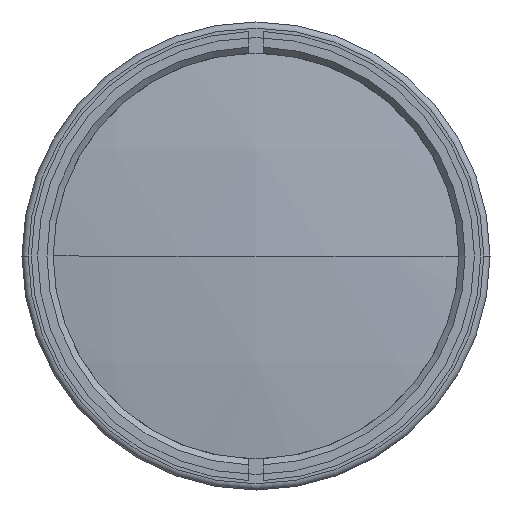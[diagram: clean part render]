
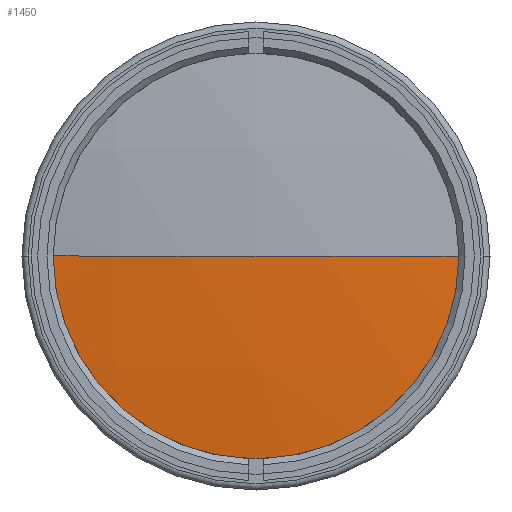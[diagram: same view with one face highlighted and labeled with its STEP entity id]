
A CAD part, left-side view. The second image highlights one B-rep face of the part: STEP entity #1450.
In plain terms, the highlighted spherical face has radius 252 mm.
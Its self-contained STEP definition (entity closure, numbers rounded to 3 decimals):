
#484 = DIRECTION ( 'NONE',  ( 0., 0., -1. ) ) ;
#546 = CARTESIAN_POINT ( 'NONE',  ( -138.909, 34., 0. ) ) ;
#611 = EDGE_CURVE ( 'NONE', #3624, #4464, #3036, .T. ) ;
#663 = DIRECTION ( 'NONE',  ( -1., 0., 0. ) ) ;
#951 = CIRCLE ( 'NONE', #3109, 252. ) ;
#998 = EDGE_CURVE ( 'NONE', #4464, #2478, #951, .T. ) ;
#1071 = DIRECTION ( 'NONE',  ( 0., 1., 0. ) ) ;
#1167 = ORIENTED_EDGE ( 'NONE', *, *, #611, .T. ) ;
#1204 = EDGE_LOOP ( 'NONE', ( #1167, #1493, #1599 ) ) ;
#1450 = ADVANCED_FACE ( 'NONE', ( #2812 ), #4199, .T. ) ;
#1493 = ORIENTED_EDGE ( 'NONE', *, *, #998, .T. ) ;
#1599 = ORIENTED_EDGE ( 'NONE', *, *, #3925, .F. ) ;
#1642 = CARTESIAN_POINT ( 'NONE',  ( -138.909, 0., 0. ) ) ;
#1898 = DIRECTION ( 'NONE',  ( 0., 1., 0. ) ) ;
#2116 = DIRECTION ( 'NONE',  ( 0., 0., -1. ) ) ;
#2203 = CIRCLE ( 'NONE', #4097, 252. ) ;
#2218 = CARTESIAN_POINT ( 'NONE',  ( -138.909, -34., 0. ) ) ;
#2222 = DIRECTION ( 'NONE',  ( 0., 0., 1. ) ) ;
#2249 = CARTESIAN_POINT ( 'NONE',  ( 110.787, 0., 0. ) ) ;
#2428 = DIRECTION ( 'NONE',  ( 0., 0., 1. ) ) ;
#2468 = CARTESIAN_POINT ( 'NONE',  ( 110.787, 0., 0. ) ) ;
#2478 = VERTEX_POINT ( 'NONE', #3419 ) ;
#2812 = FACE_OUTER_BOUND ( 'NONE', #1204, .T. ) ;
#3036 = CIRCLE ( 'NONE', #3105, 34. ) ;
#3041 = AXIS2_PLACEMENT_3D ( 'NONE', #2468, #2116, #1071 ) ;
#3105 = AXIS2_PLACEMENT_3D ( 'NONE', #1642, #663, #2428 ) ;
#3109 = AXIS2_PLACEMENT_3D ( 'NONE', #2249, #484, #1898 ) ;
#3256 = DIRECTION ( 'NONE',  ( 0., -1., 0. ) ) ;
#3419 = CARTESIAN_POINT ( 'NONE',  ( -141.213, 0., 0. ) ) ;
#3549 = CARTESIAN_POINT ( 'NONE',  ( 110.787, 0., 0. ) ) ;
#3624 = VERTEX_POINT ( 'NONE', #546 ) ;
#3925 = EDGE_CURVE ( 'NONE', #3624, #2478, #2203, .T. ) ;
#4097 = AXIS2_PLACEMENT_3D ( 'NONE', #3549, #2222, #3256 ) ;
#4199 = SPHERICAL_SURFACE ( 'NONE', #3041, 252. ) ;
#4464 = VERTEX_POINT ( 'NONE', #2218 ) ;
